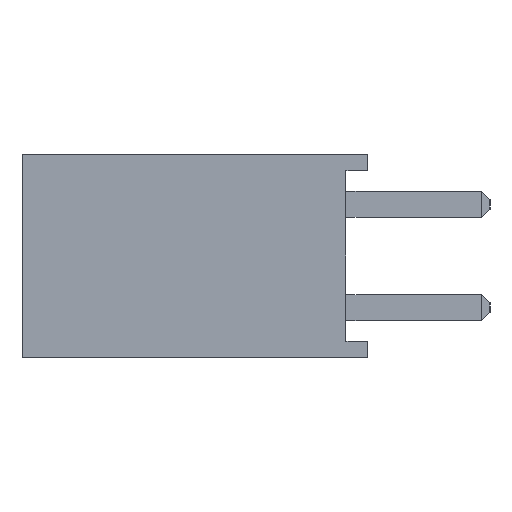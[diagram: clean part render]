
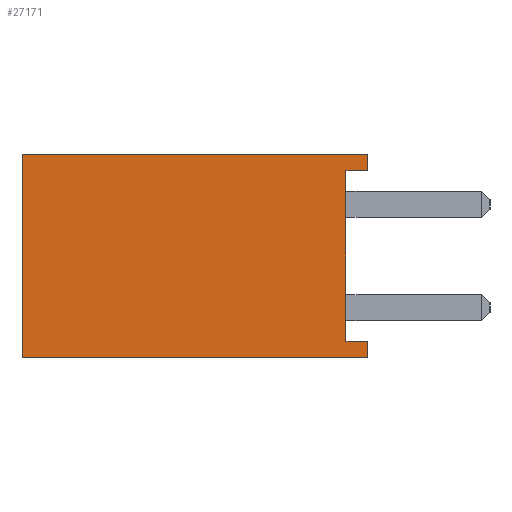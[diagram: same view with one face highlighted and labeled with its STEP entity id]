
A CAD part, left-side view. The second image highlights one B-rep face of the part: STEP entity #27171.
In plain terms, the highlighted planar face has unit normal (-1, 0, 0).
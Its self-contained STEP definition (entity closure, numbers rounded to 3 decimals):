
#783 = EDGE_LOOP ( 'NONE', ( #11779, #28633, #15467, #24031, #19341, #15563, #23509, #14112 ) ) ;
#928 = EDGE_CURVE ( 'NONE', #5508, #26819, #13432, .T. ) ;
#960 = CARTESIAN_POINT ( 'NONE',  ( -1.27, 8.5, 2.5 ) ) ;
#1070 = DIRECTION ( 'NONE',  ( 0., 0., -1. ) ) ;
#1247 = LINE ( 'NONE', #26748, #26524 ) ;
#1626 = DIRECTION ( 'NONE',  ( 0., 1., 0. ) ) ;
#1662 = DIRECTION ( 'NONE',  ( 1., 0., 0. ) ) ;
#1707 = FACE_OUTER_BOUND ( 'NONE', #783, .T. ) ;
#3601 = LINE ( 'NONE', #13188, #5707 ) ;
#4256 = CARTESIAN_POINT ( 'NONE',  ( -1.27, 0., -2.5 ) ) ;
#4672 = LINE ( 'NONE', #22984, #7818 ) ;
#4677 = DIRECTION ( 'NONE',  ( 0., -1., 0. ) ) ;
#4861 = VERTEX_POINT ( 'NONE', #22472 ) ;
#5508 = VERTEX_POINT ( 'NONE', #12762 ) ;
#5583 = LINE ( 'NONE', #960, #28761 ) ;
#5707 = VECTOR ( 'NONE', #1626, 1000. ) ;
#6095 = PLANE ( 'NONE',  #7042 ) ;
#6230 = LINE ( 'NONE', #14478, #13586 ) ;
#6974 = CARTESIAN_POINT ( 'NONE',  ( -1.27, 0., -2.1 ) ) ;
#7042 = AXIS2_PLACEMENT_3D ( 'NONE', #15101, #1662, #26391 ) ;
#7818 = VECTOR ( 'NONE', #20625, 1000. ) ;
#8049 = VECTOR ( 'NONE', #10831, 1000. ) ;
#8155 = EDGE_CURVE ( 'NONE', #19292, #12646, #3601, .T. ) ;
#9143 = CARTESIAN_POINT ( 'NONE',  ( -1.27, 0.54, 2.1 ) ) ;
#9776 = EDGE_CURVE ( 'NONE', #12646, #15642, #6230, .T. ) ;
#9972 = DIRECTION ( 'NONE',  ( 0., 0., 1. ) ) ;
#10831 = DIRECTION ( 'NONE',  ( 0., -1., 0. ) ) ;
#11700 = CARTESIAN_POINT ( 'NONE',  ( -1.27, 8.5, 2.5 ) ) ;
#11779 = ORIENTED_EDGE ( 'NONE', *, *, #9776, .F. ) ;
#12234 = EDGE_CURVE ( 'NONE', #19292, #4861, #4672, .T. ) ;
#12646 = VERTEX_POINT ( 'NONE', #9143 ) ;
#12762 = CARTESIAN_POINT ( 'NONE',  ( -1.27, 8.5, -2.5 ) ) ;
#12974 = EDGE_CURVE ( 'NONE', #15642, #20843, #24552, .T. ) ;
#13180 = CARTESIAN_POINT ( 'NONE',  ( -1.27, 0.54, -2.1 ) ) ;
#13188 = CARTESIAN_POINT ( 'NONE',  ( -1.27, 0., 2.1 ) ) ;
#13432 = LINE ( 'NONE', #18301, #20119 ) ;
#13586 = VECTOR ( 'NONE', #1070, 1000. ) ;
#14112 = ORIENTED_EDGE ( 'NONE', *, *, #12974, .F. ) ;
#14478 = CARTESIAN_POINT ( 'NONE',  ( -1.27, 0.54, 2.1 ) ) ;
#15101 = CARTESIAN_POINT ( 'NONE',  ( -1.27, 8.5, 2.5 ) ) ;
#15467 = ORIENTED_EDGE ( 'NONE', *, *, #12234, .T. ) ;
#15479 = EDGE_CURVE ( 'NONE', #26819, #20843, #19182, .T. ) ;
#15563 = ORIENTED_EDGE ( 'NONE', *, *, #928, .T. ) ;
#15642 = VERTEX_POINT ( 'NONE', #13180 ) ;
#16647 = DIRECTION ( 'NONE',  ( 0., 0., 1. ) ) ;
#17292 = EDGE_CURVE ( 'NONE', #5508, #28882, #5583, .T. ) ;
#18301 = CARTESIAN_POINT ( 'NONE',  ( -1.27, 8.5, -2.5 ) ) ;
#19182 = LINE ( 'NONE', #25492, #23734 ) ;
#19292 = VERTEX_POINT ( 'NONE', #22051 ) ;
#19341 = ORIENTED_EDGE ( 'NONE', *, *, #17292, .F. ) ;
#19696 = CARTESIAN_POINT ( 'NONE',  ( -1.27, 0., -2.1 ) ) ;
#20119 = VECTOR ( 'NONE', #20557, 1000. ) ;
#20557 = DIRECTION ( 'NONE',  ( 0., -1., 0. ) ) ;
#20625 = DIRECTION ( 'NONE',  ( 0., 0., 1. ) ) ;
#20843 = VERTEX_POINT ( 'NONE', #19696 ) ;
#22051 = CARTESIAN_POINT ( 'NONE',  ( -1.27, 0., 2.1 ) ) ;
#22472 = CARTESIAN_POINT ( 'NONE',  ( -1.27, 0., 2.5 ) ) ;
#22984 = CARTESIAN_POINT ( 'NONE',  ( -1.27, 0., 2.5 ) ) ;
#23509 = ORIENTED_EDGE ( 'NONE', *, *, #15479, .T. ) ;
#23734 = VECTOR ( 'NONE', #9972, 1000. ) ;
#24031 = ORIENTED_EDGE ( 'NONE', *, *, #28103, .F. ) ;
#24552 = LINE ( 'NONE', #6974, #8049 ) ;
#25492 = CARTESIAN_POINT ( 'NONE',  ( -1.27, 0., 2.5 ) ) ;
#26391 = DIRECTION ( 'NONE',  ( 0., 0., -1. ) ) ;
#26524 = VECTOR ( 'NONE', #4677, 1000. ) ;
#26748 = CARTESIAN_POINT ( 'NONE',  ( -1.27, 8.5, 2.5 ) ) ;
#26819 = VERTEX_POINT ( 'NONE', #4256 ) ;
#27171 = ADVANCED_FACE ( 'NONE', ( #1707 ), #6095, .F. ) ;
#28103 = EDGE_CURVE ( 'NONE', #28882, #4861, #1247, .T. ) ;
#28633 = ORIENTED_EDGE ( 'NONE', *, *, #8155, .F. ) ;
#28761 = VECTOR ( 'NONE', #16647, 1000. ) ;
#28882 = VERTEX_POINT ( 'NONE', #11700 ) ;
